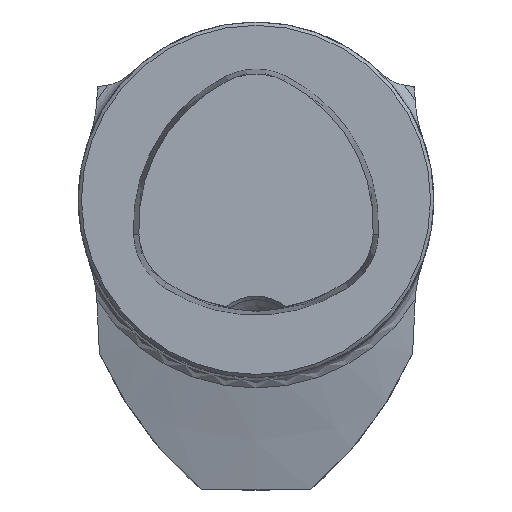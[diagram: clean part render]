
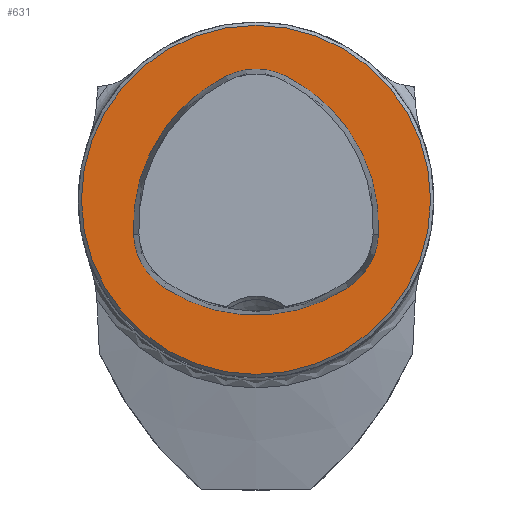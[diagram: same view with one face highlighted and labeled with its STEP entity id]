
A CAD part, top view. The second image highlights one B-rep face of the part: STEP entity #631.
In plain terms, the highlighted planar face has unit normal (0, 0, 1).
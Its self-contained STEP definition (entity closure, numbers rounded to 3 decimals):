
#128=FACE_BOUND('',#895,.T.);
#129=FACE_BOUND('',#896,.T.);
#209=PLANE('',#2425);
#631=ADVANCED_FACE('CU_FL_N1_SU_1',(#128,#129),#209,.T.);
#895=EDGE_LOOP('',(#1228,#1229,#1230,#1231,#1232,#1233));
#896=EDGE_LOOP('',(#1234));
#1013=CIRCLE('',#2416,15.063);
#1015=CIRCLE('',#2419,15.063);
#1016=CIRCLE('',#2420,6.063);
#1017=CIRCLE('',#2421,15.063);
#1018=CIRCLE('',#2422,6.063);
#1019=CIRCLE('',#2423,6.063);
#1020=CIRCLE('',#2424,15.7);
#1228=ORIENTED_EDGE('',*,*,#2041,.F.);
#1229=ORIENTED_EDGE('',*,*,#2042,.F.);
#1230=ORIENTED_EDGE('',*,*,#2043,.F.);
#1231=ORIENTED_EDGE('',*,*,#2044,.F.);
#1232=ORIENTED_EDGE('',*,*,#2038,.F.);
#1233=ORIENTED_EDGE('',*,*,#2045,.F.);
#1234=ORIENTED_EDGE('',*,*,#2046,.T.);
#1800=VERTEX_POINT('',#3797);
#1801=VERTEX_POINT('',#3799);
#1803=VERTEX_POINT('',#3805);
#1804=VERTEX_POINT('',#3806);
#1805=VERTEX_POINT('',#3808);
#1806=VERTEX_POINT('',#3810);
#1807=VERTEX_POINT('',#3814);
#2038=EDGE_CURVE('',#1800,#1801,#1013,.T.);
#2041=EDGE_CURVE('',#1803,#1804,#1015,.T.);
#2042=EDGE_CURVE('',#1805,#1803,#1016,.T.);
#2043=EDGE_CURVE('',#1806,#1805,#1017,.T.);
#2044=EDGE_CURVE('',#1801,#1806,#1018,.T.);
#2045=EDGE_CURVE('',#1804,#1800,#1019,.T.);
#2046=EDGE_CURVE('',#1807,#1807,#1020,.T.);
#2416=AXIS2_PLACEMENT_3D('',#3798,#2739,#2740);
#2419=AXIS2_PLACEMENT_3D('',#3804,#2746,#2747);
#2420=AXIS2_PLACEMENT_3D('',#3807,#2748,#2749);
#2421=AXIS2_PLACEMENT_3D('',#3809,#2750,#2751);
#2422=AXIS2_PLACEMENT_3D('',#3811,#2752,#2753);
#2423=AXIS2_PLACEMENT_3D('',#3812,#2754,#2755);
#2424=AXIS2_PLACEMENT_3D('',#3813,#2756,#2757);
#2425=AXIS2_PLACEMENT_3D('',#3815,#2758,#2759);
#2739=DIRECTION('',(0.,0.,1.));
#2740=DIRECTION('',(1.,0.,0.));
#2746=DIRECTION('',(0.,0.,1.));
#2747=DIRECTION('',(1.,0.,0.));
#2748=DIRECTION('',(0.,0.,1.));
#2749=DIRECTION('',(1.,0.,0.));
#2750=DIRECTION('',(0.,0.,1.));
#2751=DIRECTION('',(1.,0.,0.));
#2752=DIRECTION('',(0.,0.,1.));
#2753=DIRECTION('',(1.,0.,0.));
#2754=DIRECTION('',(0.,0.,1.));
#2755=DIRECTION('',(1.,0.,0.));
#2756=DIRECTION('',(0.,0.,1.));
#2757=DIRECTION('',(1.,0.,0.));
#2758=DIRECTION('',(0.,0.,1.));
#2759=DIRECTION('',(1.,0.,0.));
#3797=CARTESIAN_POINT('',(-8.299,-7.87,0.));
#3798=CARTESIAN_POINT('',(0.,4.7,0.));
#3799=CARTESIAN_POINT('',(8.299,-7.87,0.));
#3804=CARTESIAN_POINT('',(4.029,-2.348,0.));
#3805=CARTESIAN_POINT('',(-2.714,11.121,0.));
#3806=CARTESIAN_POINT('',(-11.014,-3.122,0.));
#3807=CARTESIAN_POINT('',(0.,5.7,0.));
#3808=CARTESIAN_POINT('',(2.714,11.121,0.));
#3809=CARTESIAN_POINT('',(-4.029,-2.348,0.));
#3810=CARTESIAN_POINT('',(11.014,-3.122,0.));
#3811=CARTESIAN_POINT('',(4.959,-2.811,0.));
#3812=CARTESIAN_POINT('',(-4.959,-2.811,0.));
#3813=CARTESIAN_POINT('',(0.,0.,0.));
#3814=CARTESIAN_POINT('',(15.7,0.,0.));
#3815=CARTESIAN_POINT('',(0.,0.,0.));
